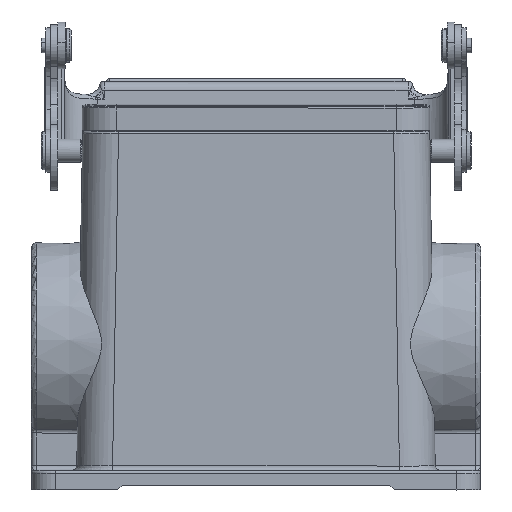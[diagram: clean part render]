
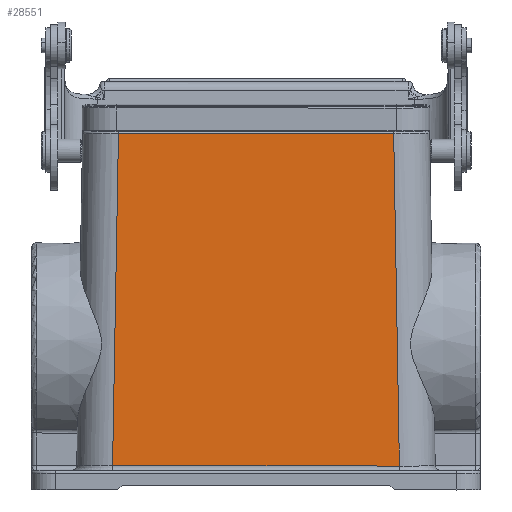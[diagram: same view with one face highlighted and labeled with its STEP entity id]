
A CAD part, top view. The second image highlights one B-rep face of the part: STEP entity #28551.
In plain terms, the highlighted planar face has unit normal (0, 0.009, 1).
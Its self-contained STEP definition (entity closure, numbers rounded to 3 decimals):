
#7083=DIRECTION('',(0.017,-1.,0.009));
#7084=VECTOR('',#7083,69.547);
#7085=CARTESIAN_POINT('',(75.819,51.278,0.004));
#7086=LINE('',#7085,#7084);
#7087=DIRECTION('',(0.018,1.,-0.009));
#7088=VECTOR('',#7087,69.547);
#7089=CARTESIAN_POINT('',(16.964,-18.238,
0.611));
#7090=LINE('',#7089,#7088);
#8008=DIRECTION('',(1.,0.,0.));
#8009=VECTOR('',#8008,60.047);
#8010=CARTESIAN_POINT('',(16.964,-18.238,
0.611));
#8011=LINE('',#8010,#8009);
#9781=DIRECTION('',(-1.,0.,0.));
#9782=VECTOR('',#9781,57.619);
#9783=CARTESIAN_POINT('',(75.819,51.278,0.004));
#9784=LINE('',#9783,#9782);
#14397=CARTESIAN_POINT('',(16.964,-18.238,
0.611));
#14398=CARTESIAN_POINT('',(18.199,51.295,
0.004));
#14399=VERTEX_POINT('',#14397);
#14400=VERTEX_POINT('',#14398);
#14405=CARTESIAN_POINT('',(75.819,51.278,
0.004));
#14406=CARTESIAN_POINT('',(77.011,-18.257,
0.611));
#14407=VERTEX_POINT('',#14405);
#14408=VERTEX_POINT('',#14406);
#28537=CARTESIAN_POINT('',(46.998,16.519,
0.308));
#28538=DIRECTION('',(0.,0.009,1.));
#28539=DIRECTION('',(0.,-1.,0.009));
#28540=AXIS2_PLACEMENT_3D('',#28537,#28538,#28539);
#28541=PLANE('',#28540);
#28543=ORIENTED_EDGE('',*,*,#28542,.T.);
#28545=ORIENTED_EDGE('',*,*,#28544,.F.);
#28546=ORIENTED_EDGE('',*,*,#28521,.T.);
#28548=ORIENTED_EDGE('',*,*,#28547,.F.);
#28549=EDGE_LOOP('',(#28543,#28545,#28546,#28548));
#28550=FACE_OUTER_BOUND('',#28549,.F.);
#28521=EDGE_CURVE('',#14399,#14400,#7090,.T.);
#28542=EDGE_CURVE('',#14407,#14408,#7086,.T.);
#28544=EDGE_CURVE('',#14399,#14408,#8011,.T.);
#28547=EDGE_CURVE('',#14407,#14400,#9784,.T.);
#28551=ADVANCED_FACE('',(#28550),#28541,.T.);
